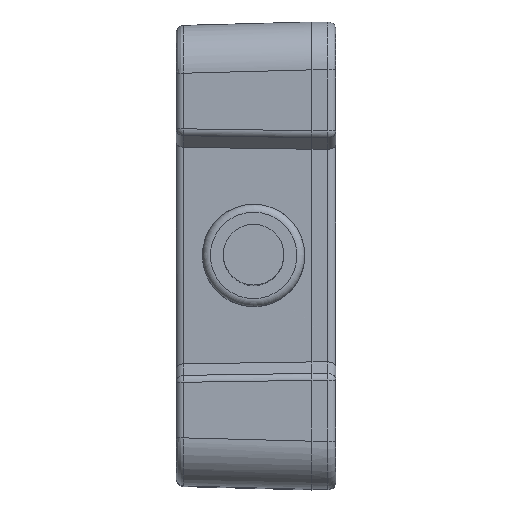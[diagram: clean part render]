
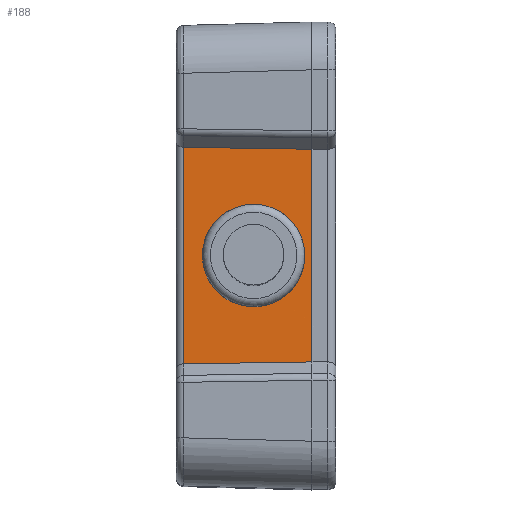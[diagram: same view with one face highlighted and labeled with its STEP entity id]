
A CAD part, top view. The second image highlights one B-rep face of the part: STEP entity #188.
In plain terms, the highlighted planar face has unit normal (-0.026, 0, 1).
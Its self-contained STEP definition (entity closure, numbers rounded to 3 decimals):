
#132=FACE_BOUND('',#567,.T.);
#133=FACE_BOUND('',#568,.T.);
#174=B_SPLINE_CURVE_WITH_KNOTS('',3,(#3940,#3941,#3942,#3943),
 .UNSPECIFIED.,.F.,.F.,(4,4),(0.,1.),.UNSPECIFIED.);
#175=B_SPLINE_CURVE_WITH_KNOTS('',3,(#3946,#3947,#3948,#3949),
 .UNSPECIFIED.,.F.,.F.,(4,4),(0.,1.),.UNSPECIFIED.);
#176=B_SPLINE_CURVE_WITH_KNOTS('',3,(#3951,#3952,#3953,#3954),
 .UNSPECIFIED.,.F.,.F.,(4,4),(0.,1.),.UNSPECIFIED.);
#177=B_SPLINE_CURVE_WITH_KNOTS('',3,(#3956,#3957,#3958,#3959),
 .UNSPECIFIED.,.F.,.F.,(4,4),(0.,1.),.UNSPECIFIED.);
#178=B_SPLINE_CURVE_WITH_KNOTS('',3,(#3968,#3969,#3970,#3971),
 .UNSPECIFIED.,.F.,.F.,(4,4),(0.,1.),.UNSPECIFIED.);
#188=ADVANCED_FACE('',(#132,#133),#346,.T.);
#346=PLANE('',#2724);
#567=EDGE_LOOP('',(#1392,#1393,#1394,#1395,#1396,#1397,#1398,#1399,#1400));
#568=EDGE_LOOP('',(#1401));
#798=LINE('',#3961,#1033);
#799=LINE('',#3963,#1034);
#800=LINE('',#3965,#1035);
#801=LINE('',#3967,#1036);
#1033=VECTOR('',#3083,1.);
#1034=VECTOR('',#3084,1.);
#1035=VECTOR('',#3085,1.);
#1036=VECTOR('',#3086,1.);
#1392=ORIENTED_EDGE('',*,*,#2373,.F.);
#1393=ORIENTED_EDGE('',*,*,#2374,.F.);
#1394=ORIENTED_EDGE('',*,*,#2375,.F.);
#1395=ORIENTED_EDGE('',*,*,#2376,.F.);
#1396=ORIENTED_EDGE('',*,*,#2377,.F.);
#1397=ORIENTED_EDGE('',*,*,#2378,.F.);
#1398=ORIENTED_EDGE('',*,*,#2379,.T.);
#1399=ORIENTED_EDGE('',*,*,#2380,.F.);
#1400=ORIENTED_EDGE('',*,*,#2381,.F.);
#1401=ORIENTED_EDGE('',*,*,#2382,.F.);
#2059=VERTEX_POINT('',#3768);
#2136=VERTEX_POINT('',#3944);
#2137=VERTEX_POINT('',#3945);
#2138=VERTEX_POINT('',#3950);
#2139=VERTEX_POINT('',#3955);
#2140=VERTEX_POINT('',#3960);
#2141=VERTEX_POINT('',#3962);
#2142=VERTEX_POINT('',#3964);
#2143=VERTEX_POINT('',#3966);
#2144=VERTEX_POINT('',#3973);
#2373=EDGE_CURVE('',#2136,#2137,#174,.T.);
#2374=EDGE_CURVE('',#2138,#2136,#175,.T.);
#2375=EDGE_CURVE('',#2139,#2138,#176,.T.);
#2376=EDGE_CURVE('',#2140,#2139,#177,.T.);
#2377=EDGE_CURVE('',#2141,#2140,#798,.T.);
#2378=EDGE_CURVE('',#2142,#2141,#799,.T.);
#2379=EDGE_CURVE('',#2142,#2143,#800,.T.);
#2380=EDGE_CURVE('',#2059,#2143,#801,.T.);
#2381=EDGE_CURVE('',#2137,#2059,#178,.T.);
#2382=EDGE_CURVE('',#2144,#2144,#2677,.T.);
#2677=ELLIPSE('',#2723,3.201,3.2);
#2723=AXIS2_PLACEMENT_3D('',#3972,#3087,#3088);
#2724=AXIS2_PLACEMENT_3D('',#3974,#3089,#3090);
#3083=DIRECTION('',(0.,-1.,0.));
#3084=DIRECTION('',(1.,-0.015,0.026));
#3085=DIRECTION('',(0.,-1.,0.));
#3086=DIRECTION('',(-1.,-0.015,-0.026));
#3087=DIRECTION('',(-0.026,0.,1.));
#3088=DIRECTION('',(-1.,0.,-0.026));
#3089=DIRECTION('',(-0.026,0.,1.));
#3090=DIRECTION('',(1.,0.,0.026));
#3768=CARTESIAN_POINT('',(-5.651,110.949,10.06));
#3940=CARTESIAN_POINT('',(-5.651,113.4,10.06));
#3941=CARTESIAN_POINT('',(-5.651,113.398,10.06));
#3942=CARTESIAN_POINT('',(-5.651,113.395,10.06));
#3943=CARTESIAN_POINT('',(-5.651,113.393,10.06));
#3944=CARTESIAN_POINT('',(-5.651,113.4,10.06));
#3945=CARTESIAN_POINT('',(-5.651,113.393,10.06));
#3946=CARTESIAN_POINT('',(-5.651,121.8,10.06));
#3947=CARTESIAN_POINT('',(-5.651,119.,10.06));
#3948=CARTESIAN_POINT('',(-5.651,116.2,10.06));
#3949=CARTESIAN_POINT('',(-5.651,113.4,10.06));
#3950=CARTESIAN_POINT('',(-5.651,121.8,10.06));
#3951=CARTESIAN_POINT('',(-5.651,121.807,10.06));
#3952=CARTESIAN_POINT('',(-5.651,121.805,10.06));
#3953=CARTESIAN_POINT('',(-5.651,121.802,10.06));
#3954=CARTESIAN_POINT('',(-5.651,121.8,10.06));
#3955=CARTESIAN_POINT('',(-5.651,121.807,10.06));
#3956=CARTESIAN_POINT('',(-5.651,124.246,10.06));
#3957=CARTESIAN_POINT('',(-5.651,123.433,10.06));
#3958=CARTESIAN_POINT('',(-5.651,122.62,10.06));
#3959=CARTESIAN_POINT('',(-5.651,121.807,10.06));
#3960=CARTESIAN_POINT('',(-5.651,124.247,10.06));
#3961=CARTESIAN_POINT('',(-5.651,118.1,10.06));
#3962=CARTESIAN_POINT('',(-5.651,124.25,10.06));
#3963=CARTESIAN_POINT('',(-5.95,124.255,10.053));
#3964=CARTESIAN_POINT('',(-13.664,124.372,9.851));
#3965=CARTESIAN_POINT('',(-13.664,110.259,9.851));
#3966=CARTESIAN_POINT('',(-13.664,110.828,9.851));
#3967=CARTESIAN_POINT('',(-5.95,110.945,10.053));
#3968=CARTESIAN_POINT('',(-5.651,113.393,10.06));
#3969=CARTESIAN_POINT('',(-5.651,112.578,10.06));
#3970=CARTESIAN_POINT('',(-5.651,111.763,10.06));
#3971=CARTESIAN_POINT('',(-5.651,110.949,10.06));
#3972=CARTESIAN_POINT('',(-9.301,117.6,9.965));
#3973=CARTESIAN_POINT('',(-12.501,117.6,9.881));
#3974=CARTESIAN_POINT('',(-6.051,117.6,10.05));
